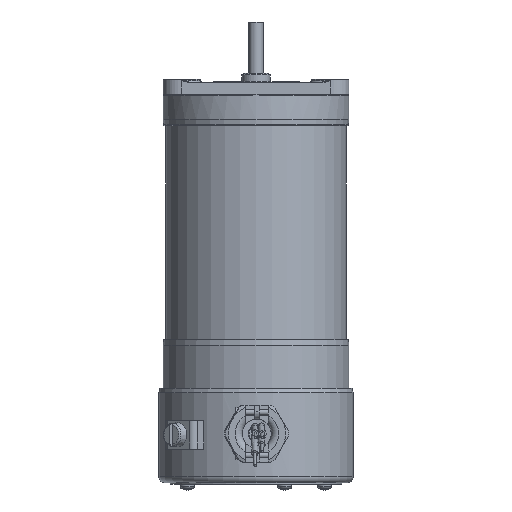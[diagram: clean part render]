
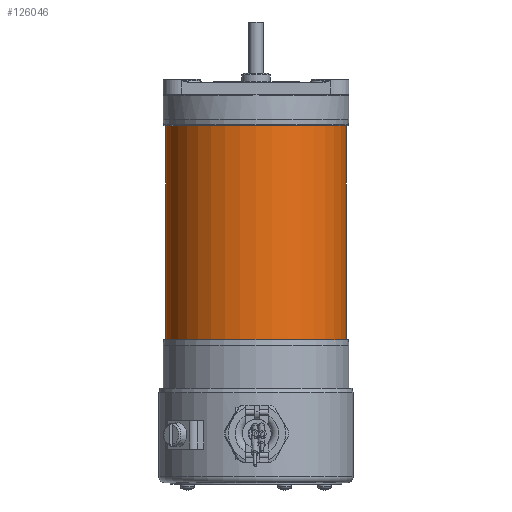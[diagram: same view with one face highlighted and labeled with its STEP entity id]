
A CAD part, front view. The second image highlights one B-rep face of the part: STEP entity #126046.
In plain terms, the highlighted cylindrical face has radius 31.5 mm (diameter 63 mm), a full revolution.
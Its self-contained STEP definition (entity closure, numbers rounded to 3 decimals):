
#126019=CARTESIAN_POINT('',(0.0,0.0,0.0));
#126020=DIRECTION('',(0.0,0.0,1.0));
#126021=DIRECTION('',(-1.0,0.0,0.0));
#126022=AXIS2_PLACEMENT_3D('',#126019,#126020,#126021);
#126023=CYLINDRICAL_SURFACE('',#126022,31.5);
#126024=CARTESIAN_POINT('',(31.5,0.,79.3));
#126025=VERTEX_POINT('',#126024);
#126026=CARTESIAN_POINT('',(0.0,0.0,79.3));
#126027=DIRECTION('',(0.0,0.0,-1.0));
#126028=DIRECTION('',(-1.0,0.0,0.0));
#126029=AXIS2_PLACEMENT_3D('',#126026,#126027,#126028);
#126030=CIRCLE('',#126029,31.5);
#126031=EDGE_CURVE('',#126025,#126025,#126030,.T.);
#126032=ORIENTED_EDGE('',*,*,#126031,.T.);
#126033=EDGE_LOOP('',(#126032));
#126034=FACE_OUTER_BOUND('',#126033,.T.);
#126035=CARTESIAN_POINT('',(31.5,0.,0.0));
#126036=VERTEX_POINT('',#126035);
#126037=CARTESIAN_POINT('',(0.0,0.0,0.0));
#126038=DIRECTION('',(0.0,0.0,-1.0));
#126039=DIRECTION('',(-1.0,0.0,0.0));
#126040=AXIS2_PLACEMENT_3D('',#126037,#126038,#126039);
#126041=CIRCLE('',#126040,31.5);
#126042=EDGE_CURVE('',#126036,#126036,#126041,.T.);
#126043=ORIENTED_EDGE('',*,*,#126042,.F.);
#126044=EDGE_LOOP('',(#126043));
#126045=FACE_BOUND('',#126044,.T.);
#126046=ADVANCED_FACE('',(#126034,#126045),#126023,.T.);
